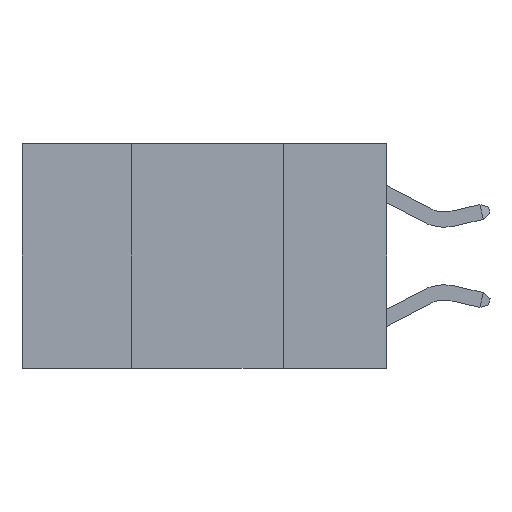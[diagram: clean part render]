
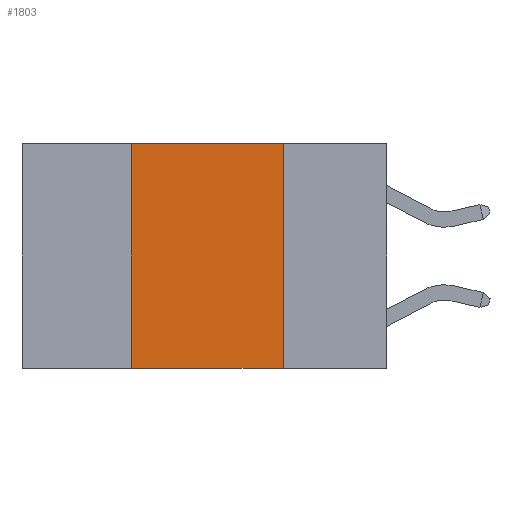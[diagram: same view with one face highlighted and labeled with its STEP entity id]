
A CAD part, left-side view. The second image highlights one B-rep face of the part: STEP entity #1803.
In plain terms, the highlighted planar face has unit normal (-1, 0, 0).
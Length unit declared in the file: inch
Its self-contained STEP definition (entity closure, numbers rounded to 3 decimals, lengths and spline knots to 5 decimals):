
#476 = EDGE_LOOP ( 'NONE', ( #25467, #15195, #5375, #11646 ) ) ;
#1803 = ADVANCED_FACE ( 'NONE', ( #12260 ), #11365, .F. ) ;
#3940 = DIRECTION ( 'NONE',  ( 0., -1., 0. ) ) ;
#4080 = VERTEX_POINT ( 'NONE', #13708 ) ;
#4581 = CARTESIAN_POINT ( 'NONE',  ( 0., 0.42, 0. ) ) ;
#4627 = VERTEX_POINT ( 'NONE', #4581 ) ;
#4962 = LINE ( 'NONE', #18324, #20864 ) ;
#5104 = DIRECTION ( 'NONE',  ( 1., 0., 0. ) ) ;
#5375 = ORIENTED_EDGE ( 'NONE', *, *, #11441, .F. ) ;
#8392 = DIRECTION ( 'NONE',  ( 0., 0., -1. ) ) ;
#9912 = LINE ( 'NONE', #10329, #14805 ) ;
#10329 = CARTESIAN_POINT ( 'NONE',  ( 0., 0.6, -0.37 ) ) ;
#11365 = PLANE ( 'NONE',  #22048 ) ;
#11441 = EDGE_CURVE ( 'NONE', #21279, #4627, #4962, .T. ) ;
#11646 = ORIENTED_EDGE ( 'NONE', *, *, #23697, .T. ) ;
#12260 = FACE_OUTER_BOUND ( 'NONE', #476, .T. ) ;
#13708 = CARTESIAN_POINT ( 'NONE',  ( 0., 0.17, -0.37 ) ) ;
#14014 = DIRECTION ( 'NONE',  ( 0., -1., 0. ) ) ;
#14102 = CARTESIAN_POINT ( 'NONE',  ( 0., 0.6, 0. ) ) ;
#14221 = VECTOR ( 'NONE', #14014, 39.37008 ) ;
#14235 = EDGE_CURVE ( 'NONE', #20414, #4080, #16325, .T. ) ;
#14574 = CARTESIAN_POINT ( 'NONE',  ( 0., 0.17, 0. ) ) ;
#14805 = VECTOR ( 'NONE', #3940, 39.37008 ) ;
#14862 = LINE ( 'NONE', #14102, #14221 ) ;
#15195 = ORIENTED_EDGE ( 'NONE', *, *, #17475, .F. ) ;
#16325 = LINE ( 'NONE', #24952, #20455 ) ;
#17475 = EDGE_CURVE ( 'NONE', #4627, #20414, #14862, .T. ) ;
#17588 = CARTESIAN_POINT ( 'NONE',  ( 0., 0.6, 0. ) ) ;
#18324 = CARTESIAN_POINT ( 'NONE',  ( 0., 0.42, 0. ) ) ;
#19623 = DIRECTION ( 'NONE',  ( 0., 0., -1. ) ) ;
#20414 = VERTEX_POINT ( 'NONE', #14574 ) ;
#20455 = VECTOR ( 'NONE', #8392, 39.37008 ) ;
#20864 = VECTOR ( 'NONE', #26577, 39.37008 ) ;
#21279 = VERTEX_POINT ( 'NONE', #23231 ) ;
#22048 = AXIS2_PLACEMENT_3D ( 'NONE', #17588, #5104, #19623 ) ;
#23231 = CARTESIAN_POINT ( 'NONE',  ( 0., 0.42, -0.37 ) ) ;
#23697 = EDGE_CURVE ( 'NONE', #21279, #4080, #9912, .T. ) ;
#24952 = CARTESIAN_POINT ( 'NONE',  ( 0., 0.17, 0. ) ) ;
#25467 = ORIENTED_EDGE ( 'NONE', *, *, #14235, .F. ) ;
#26577 = DIRECTION ( 'NONE',  ( 0., 0., 1. ) ) ;
